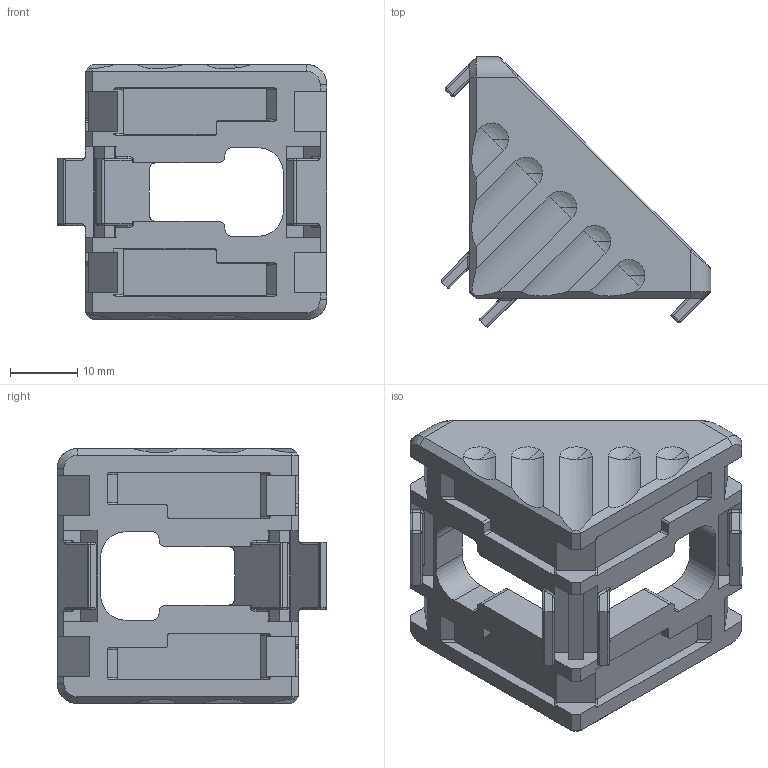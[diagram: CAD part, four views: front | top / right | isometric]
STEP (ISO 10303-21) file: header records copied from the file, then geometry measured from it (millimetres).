
FILE_DESCRIPTION((''),'2;1');
FILE_NAME('40x40 gusset only.ipt.stp','2011-06-02T21:57:44',(''),(''),'Autodesk Inventor 2011','Autodesk Inventor 2011','');
FILE_SCHEMA(('AUTOMOTIVE_DESIGN { 1 0 10303 214 1 1 1 1 }'));
Length unit declared in the file: millimetre
Products named in the file (1): 40x40 gusset only
Bounding box: 40.22 x 40.22 x 38 mm (x, y, z)
Volume: 12544.9 mm3; surface area: 8357.4 mm2
Topology: 1 solids, 1 shells, 295 faces, 817 edges, 490 vertices
Faces by surface type: plane 122, cylinder 112, sphere 33, bspline 16, torus 8, cone 4
Entity records: 13295 total; most frequent: CARTESIAN_POINT 6192, ORIENTED_EDGE 1568, DIRECTION 1417, EDGE_CURVE 784, VERTEX_POINT 490, VECTOR 483, LINE 483, AXIS2_PLACEMENT_3D 467
